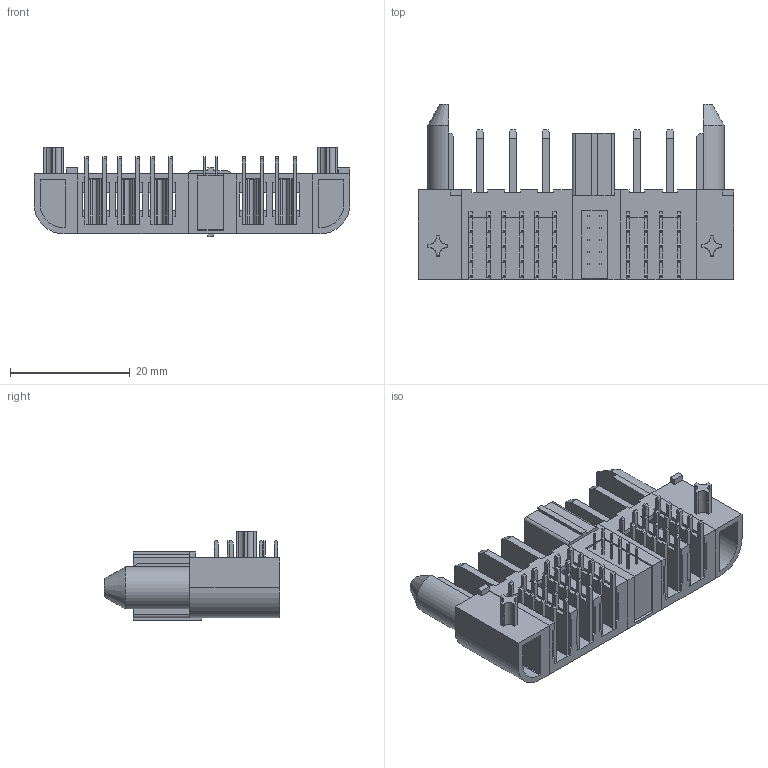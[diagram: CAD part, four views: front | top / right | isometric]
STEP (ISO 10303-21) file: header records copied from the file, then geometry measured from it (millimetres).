
FILE_DESCRIPTION(/* description */ ('STEP AP214'),/* implementation_level */ '2;1');
FILE_NAME(/* name */ 'ET60T-D03-5-02-D02-S-R1-S',/* time_stamp */ '2023-01-16T01:19:17+01:00',/* author */ ('License CC BY-ND 4.0'),/* organization */ ('CADENAS'),/* preprocessor_version */ 'ST-DEVELOPER v18.102',/* originating_system */ 'PARTsolutions',/* authorisation */ ' ');
FILE_SCHEMA (('AUTOMOTIVE_DESIGN {1 0 10303 214 3 1 1}'));
Length unit declared in the file: millimetre
Products named in the file (9): ET60T-D03-5-02-D02-S-R1-S; ET60T-10-R1-_sp; ET60T-D-02-R1-_ppr; ET60T-RT1-GP_gpr; ET60T-D-02-1_pt; ET60T-D-03-R1-_ppins_l; ET60T-RT1-GP_gpl; ET60T-D-03-0_pt; ET60T-10-RT1-GP_st
Assembly tree (8 placements, depth 2):
  ET60T-D03-5-02-D02-S-R1-S
    ET60T-10-R1-_sp
    ET60T-D-02-R1-_ppr
    ET60T-RT1-GP_gpr
    ET60T-D-02-1_pt
    ET60T-D-03-R1-_ppins_l
    ET60T-RT1-GP_gpl
    ET60T-D-03-0_pt
    ET60T-10-RT1-GP_st
Bounding box: 52.71 x 29.25 x 14.96 mm (x, y, z)
Volume: 6585.1 mm3; surface area: 11631.6 mm2
Topology: 8 solids, 8 shells, 870 faces, 2568 edges, 1710 vertices
Faces by surface type: plane 806, cylinder 62, cone 2
Entity records: 28762 total; most frequent: CARTESIAN_POINT 5157, ORIENTED_EDGE 5136, DIRECTION 4452, EDGE_CURVE 2568, LINE 2442, VECTOR 2442, VERTEX_POINT 1710, AXIS2_PLACEMENT_3D 1005
